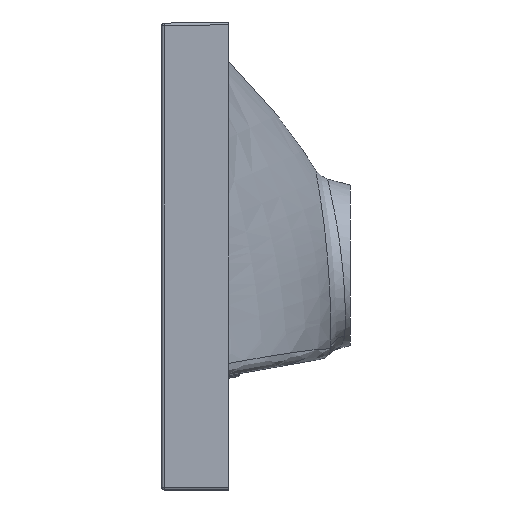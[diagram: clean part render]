
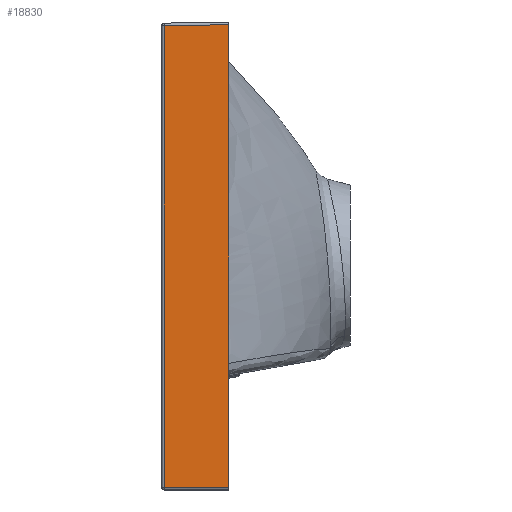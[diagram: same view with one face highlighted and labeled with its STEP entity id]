
A CAD part, left-side view. The second image highlights one B-rep face of the part: STEP entity #18830.
In plain terms, the highlighted planar face has unit normal (-1, 0.018, 0).
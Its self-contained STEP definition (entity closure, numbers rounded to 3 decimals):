
#420 = CARTESIAN_POINT ( 'NONE',  ( -399.162, -1.965, -166. ) ) ;
#1125 = DIRECTION ( 'NONE',  ( 0., 0., -1. ) ) ;
#1776 = VERTEX_POINT ( 'NONE', #13778 ) ;
#3652 = AXIS2_PLACEMENT_3D ( 'NONE', #23913, #6904, #14465 ) ;
#4024 = EDGE_CURVE ( 'NONE', #1776, #9313, #10523, .T. ) ;
#5514 = DIRECTION ( 'NONE',  ( -0.017, -1., 0. ) ) ;
#5657 = VECTOR ( 'NONE', #5514, 1000. ) ;
#6044 = CARTESIAN_POINT ( 'NONE',  ( -400., -50., -166. ) ) ;
#6255 = ORIENTED_EDGE ( 'NONE', *, *, #7022, .T. ) ;
#6904 = DIRECTION ( 'NONE',  ( -1., 0.017, 0. ) ) ;
#7022 = EDGE_CURVE ( 'NONE', #15128, #1776, #7042, .T. ) ;
#7042 = LINE ( 'NONE', #14604, #21437 ) ;
#7566 = VERTEX_POINT ( 'NONE', #6044 ) ;
#7608 = LINE ( 'NONE', #15169, #15525 ) ;
#8236 = ORIENTED_EDGE ( 'NONE', *, *, #17599, .T. ) ;
#8708 = EDGE_CURVE ( 'NONE', #7566, #15128, #7608, .T. ) ;
#8766 = FACE_OUTER_BOUND ( 'NONE', #21254, .T. ) ;
#9313 = VERTEX_POINT ( 'NONE', #420 ) ;
#10334 = CARTESIAN_POINT ( 'NONE',  ( -400., -50., 180. ) ) ;
#10523 = LINE ( 'NONE', #18079, #24237 ) ;
#13778 = CARTESIAN_POINT ( 'NONE',  ( -399.162, -1.965, 179.162 ) ) ;
#14465 = DIRECTION ( 'NONE',  ( -0.017, -1., 0. ) ) ;
#14604 = CARTESIAN_POINT ( 'NONE',  ( -399.894, -43.929, 179.894 ) ) ;
#14925 = LINE ( 'NONE', #22502, #5657 ) ;
#15128 = VERTEX_POINT ( 'NONE', #10334 ) ;
#15169 = CARTESIAN_POINT ( 'NONE',  ( -400., -50., -168. ) ) ;
#15525 = VECTOR ( 'NONE', #22750, 1000. ) ;
#16327 = PLANE ( 'NONE',  #3652 ) ;
#17599 = EDGE_CURVE ( 'NONE', #9313, #7566, #14925, .T. ) ;
#18079 = CARTESIAN_POINT ( 'NONE',  ( -399.162, -1.965, -168. ) ) ;
#18830 = ADVANCED_FACE ( 'NONE', ( #8766 ), #16327, .T. ) ;
#19513 = ORIENTED_EDGE ( 'NONE', *, *, #8708, .T. ) ;
#21080 = ORIENTED_EDGE ( 'NONE', *, *, #4024, .T. ) ;
#21254 = EDGE_LOOP ( 'NONE', ( #21080, #8236, #19513, #6255 ) ) ;
#21437 = VECTOR ( 'NONE', #22183, 1000. ) ;
#22183 = DIRECTION ( 'NONE',  ( 0.017, 1., -0.017 ) ) ;
#22502 = CARTESIAN_POINT ( 'NONE',  ( -400., -50., -166. ) ) ;
#22750 = DIRECTION ( 'NONE',  ( 0., 0., 1. ) ) ;
#23913 = CARTESIAN_POINT ( 'NONE',  ( -400., -50., -168. ) ) ;
#24237 = VECTOR ( 'NONE', #1125, 1000. ) ;
